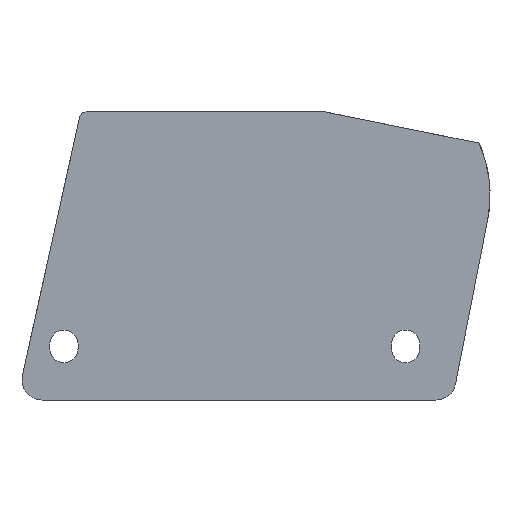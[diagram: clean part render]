
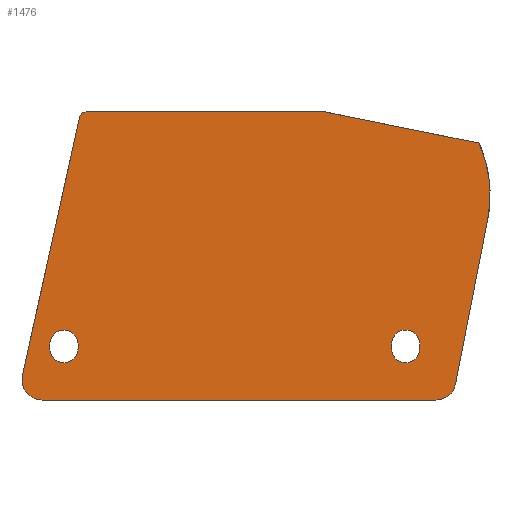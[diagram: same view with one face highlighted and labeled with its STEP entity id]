
A CAD part, front view. The second image highlights one B-rep face of the part: STEP entity #1476.
In plain terms, the highlighted planar face has unit normal (0, -1, 0).
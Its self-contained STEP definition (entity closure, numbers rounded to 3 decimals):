
#15=FACE_BOUND('',#429,.T.);
#16=FACE_BOUND('',#430,.T.);
#41=PLANE('',#1607);
#92=LINE('',#2590,#195);
#93=LINE('',#2593,#196);
#94=LINE('',#2595,#197);
#95=LINE('',#2597,#198);
#96=LINE('',#2600,#199);
#97=LINE('',#2605,#200);
#98=LINE('',#2608,#201);
#99=LINE('',#2613,#202);
#100=LINE('',#2616,#203);
#195=VECTOR('',#1887,10.);
#196=VECTOR('',#1890,10.);
#197=VECTOR('',#1891,10.);
#198=VECTOR('',#1892,10.);
#199=VECTOR('',#1895,10.);
#200=VECTOR('',#1898,10.);
#201=VECTOR('',#1901,10.);
#202=VECTOR('',#1904,10.);
#203=VECTOR('',#1907,10.);
#342=FACE_OUTER_BOUND('',#428,.T.);
#428=EDGE_LOOP('',(#1112,#1113,#1114,#1115,#1116,#1117,#1118,#1119,#1120));
#429=EDGE_LOOP('',(#1121,#1122,#1123,#1124));
#430=EDGE_LOOP('',(#1125,#1126,#1127,#1128));
#525=CIRCLE('',#1602,19.142);
#528=CIRCLE('',#1606,3.);
#529=CIRCLE('',#1608,3.);
#530=CIRCLE('',#1609,1.);
#531=CIRCLE('',#1610,2.1);
#532=CIRCLE('',#1611,2.1);
#533=CIRCLE('',#1612,2.1);
#534=CIRCLE('',#1613,2.1);
#665=VERTEX_POINT('',#2570);
#666=VERTEX_POINT('',#2572);
#671=VERTEX_POINT('',#2583);
#672=VERTEX_POINT('',#2585);
#673=VERTEX_POINT('',#2589);
#674=VERTEX_POINT('',#2591);
#675=VERTEX_POINT('',#2594);
#676=VERTEX_POINT('',#2596);
#677=VERTEX_POINT('',#2598);
#678=VERTEX_POINT('',#2601);
#679=VERTEX_POINT('',#2602);
#680=VERTEX_POINT('',#2604);
#681=VERTEX_POINT('',#2606);
#682=VERTEX_POINT('',#2609);
#683=VERTEX_POINT('',#2610);
#684=VERTEX_POINT('',#2612);
#685=VERTEX_POINT('',#2614);
#832=EDGE_CURVE('',#666,#665,#525,.T.);
#838=EDGE_CURVE('',#671,#672,#528,.T.);
#840=EDGE_CURVE('',#673,#671,#92,.T.);
#841=EDGE_CURVE('',#674,#673,#529,.T.);
#842=EDGE_CURVE('',#674,#666,#93,.T.);
#843=EDGE_CURVE('',#665,#675,#94,.T.);
#844=EDGE_CURVE('',#676,#675,#95,.T.);
#845=EDGE_CURVE('',#677,#676,#530,.T.);
#846=EDGE_CURVE('',#677,#672,#96,.T.);
#847=EDGE_CURVE('',#678,#679,#531,.T.);
#848=EDGE_CURVE('',#679,#680,#97,.T.);
#849=EDGE_CURVE('',#680,#681,#532,.T.);
#850=EDGE_CURVE('',#681,#678,#98,.T.);
#851=EDGE_CURVE('',#682,#683,#533,.T.);
#852=EDGE_CURVE('',#683,#684,#99,.T.);
#853=EDGE_CURVE('',#684,#685,#534,.T.);
#854=EDGE_CURVE('',#685,#682,#100,.T.);
#1112=ORIENTED_EDGE('',*,*,#838,.F.);
#1113=ORIENTED_EDGE('',*,*,#840,.F.);
#1114=ORIENTED_EDGE('',*,*,#841,.F.);
#1115=ORIENTED_EDGE('',*,*,#842,.T.);
#1116=ORIENTED_EDGE('',*,*,#832,.T.);
#1117=ORIENTED_EDGE('',*,*,#843,.T.);
#1118=ORIENTED_EDGE('',*,*,#844,.F.);
#1119=ORIENTED_EDGE('',*,*,#845,.F.);
#1120=ORIENTED_EDGE('',*,*,#846,.T.);
#1121=ORIENTED_EDGE('',*,*,#847,.T.);
#1122=ORIENTED_EDGE('',*,*,#848,.T.);
#1123=ORIENTED_EDGE('',*,*,#849,.T.);
#1124=ORIENTED_EDGE('',*,*,#850,.T.);
#1125=ORIENTED_EDGE('',*,*,#851,.T.);
#1126=ORIENTED_EDGE('',*,*,#852,.T.);
#1127=ORIENTED_EDGE('',*,*,#853,.T.);
#1128=ORIENTED_EDGE('',*,*,#854,.T.);
#1476=ADVANCED_FACE('',(#342,#15,#16),#41,.T.);
#1602=AXIS2_PLACEMENT_3D('',#2573,#1871,#1872);
#1606=AXIS2_PLACEMENT_3D('',#2586,#1882,#1883);
#1607=AXIS2_PLACEMENT_3D('',#2588,#1885,#1886);
#1608=AXIS2_PLACEMENT_3D('',#2592,#1888,#1889);
#1609=AXIS2_PLACEMENT_3D('',#2599,#1893,#1894);
#1610=AXIS2_PLACEMENT_3D('',#2603,#1896,#1897);
#1611=AXIS2_PLACEMENT_3D('',#2607,#1899,#1900);
#1612=AXIS2_PLACEMENT_3D('',#2611,#1902,#1903);
#1613=AXIS2_PLACEMENT_3D('',#2615,#1905,#1906);
#1871=DIRECTION('center_axis',(0.,-1.,0.));
#1872=DIRECTION('ref_axis',(0.404,0.,-0.915));
#1882=DIRECTION('center_axis',(0.,1.,0.));
#1883=DIRECTION('ref_axis',(-0.78,0.,-0.626));
#1885=DIRECTION('center_axis',(0.,-1.,0.));
#1886=DIRECTION('ref_axis',(1.,0.,0.));
#1887=DIRECTION('',(-1.,0.,0.));
#1888=DIRECTION('center_axis',(0.,1.,0.));
#1889=DIRECTION('ref_axis',(0.636,0.,-0.772));
#1890=DIRECTION('',(0.192,0.,0.981));
#1891=DIRECTION('',(-0.98,0.,0.199));
#1892=DIRECTION('',(1.,0.,0.));
#1893=DIRECTION('center_axis',(0.,1.,0.));
#1894=DIRECTION('ref_axis',(-0.626,0.,0.78));
#1895=DIRECTION('',(-0.216,0.,-0.976));
#1896=DIRECTION('center_axis',(0.,1.,0.));
#1897=DIRECTION('ref_axis',(1.,0.,0.));
#1898=DIRECTION('',(0.,0.,-1.));
#1899=DIRECTION('center_axis',(0.,1.,0.));
#1900=DIRECTION('ref_axis',(-1.,0.,0.));
#1901=DIRECTION('',(0.,0.,1.));
#1902=DIRECTION('center_axis',(0.,1.,0.));
#1903=DIRECTION('ref_axis',(-1.,0.,0.));
#1904=DIRECTION('',(0.,0.,1.));
#1905=DIRECTION('center_axis',(0.,1.,0.));
#1906=DIRECTION('ref_axis',(1.,0.,0.));
#1907=DIRECTION('',(0.,0.,-1.));
#2570=CARTESIAN_POINT('',(42.485,-17.5,0.843));
#2572=CARTESIAN_POINT('',(43.763,-17.5,-10.564));
#2573=CARTESIAN_POINT('Origin',(24.976,-17.5,-6.893));
#2583=CARTESIAN_POINT('',(-22.765,-17.5,-37.5));
#2585=CARTESIAN_POINT('',(-25.694,-17.5,-33.853));
#2586=CARTESIAN_POINT('Origin',(-22.765,-17.5,-34.5));
#2588=CARTESIAN_POINT('Origin',(-17.,-17.5,0.));
#2589=CARTESIAN_POINT('',(36.029,-17.5,-37.5));
#2590=CARTESIAN_POINT('',(48.5,-17.5,-37.5));
#2591=CARTESIAN_POINT('',(38.974,-17.5,-35.075));
#2592=CARTESIAN_POINT('Origin',(36.029,-17.5,-34.5));
#2593=CARTESIAN_POINT('',(38.5,-17.5,-37.5));
#2594=CARTESIAN_POINT('',(19.5,-17.5,5.5));
#2595=CARTESIAN_POINT('',(42.485,-17.5,0.843));
#2596=CARTESIAN_POINT('',(-16.197,-17.5,5.5));
#2597=CARTESIAN_POINT('',(-8.5,-17.5,5.5));
#2598=CARTESIAN_POINT('',(-17.173,-17.5,4.716));
#2599=CARTESIAN_POINT('Origin',(-16.197,-17.5,4.5));
#2600=CARTESIAN_POINT('',(-17.,-17.5,5.5));
#2601=CARTESIAN_POINT('',(-21.6,-17.5,-29.15));
#2602=CARTESIAN_POINT('',(-17.4,-17.5,-29.15));
#2603=CARTESIAN_POINT('Origin',(-19.5,-17.5,-29.15));
#2604=CARTESIAN_POINT('',(-17.4,-17.5,-29.85));
#2605=CARTESIAN_POINT('',(-17.4,-17.5,-29.85));
#2606=CARTESIAN_POINT('',(-21.6,-17.5,-29.85));
#2607=CARTESIAN_POINT('Origin',(-19.5,-17.5,-29.85));
#2608=CARTESIAN_POINT('',(-21.6,-17.5,-29.15));
#2609=CARTESIAN_POINT('',(33.6,-17.5,-29.85));
#2610=CARTESIAN_POINT('',(29.4,-17.5,-29.85));
#2611=CARTESIAN_POINT('Origin',(31.5,-17.5,-29.85));
#2612=CARTESIAN_POINT('',(29.4,-17.5,-29.15));
#2613=CARTESIAN_POINT('',(29.4,-17.5,-29.15));
#2614=CARTESIAN_POINT('',(33.6,-17.5,-29.15));
#2615=CARTESIAN_POINT('Origin',(31.5,-17.5,-29.15));
#2616=CARTESIAN_POINT('',(33.6,-17.5,-29.85));
